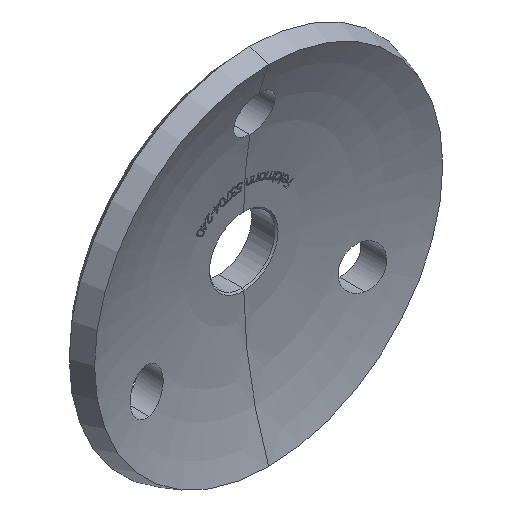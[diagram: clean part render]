
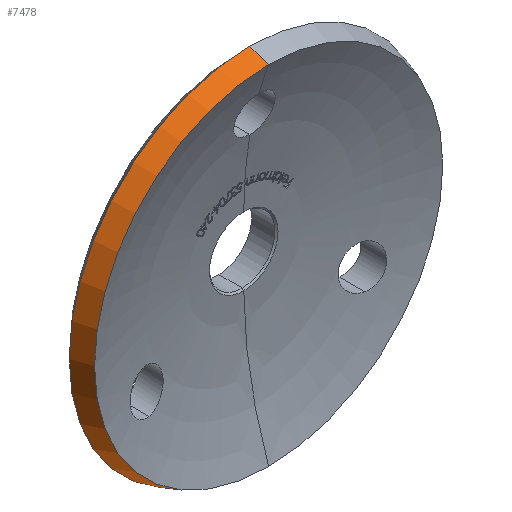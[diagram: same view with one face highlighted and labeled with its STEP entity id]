
A CAD part, isometric view. The second image highlights one B-rep face of the part: STEP entity #7478.
In plain terms, the highlighted conical face has half-angle 18.771 degrees and reference radius 27.967 mm.
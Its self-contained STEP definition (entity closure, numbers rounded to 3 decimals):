
#23 = DIRECTION ( 'NONE',  ( 0., 0., -1. ) ) ;
#193 = EDGE_CURVE ( 'NONE', #1116, #4463, #1426, .T. ) ;
#317 = CARTESIAN_POINT ( 'NONE',  ( 0., 0., 27.967 ) ) ;
#712 = EDGE_CURVE ( 'NONE', #1116, #10422, #7812, .T. ) ;
#1116 = VERTEX_POINT ( 'NONE', #3368 ) ;
#1305 = CARTESIAN_POINT ( 'NONE',  ( 0., 3.039, -29. ) ) ;
#1358 = CARTESIAN_POINT ( 'NONE',  ( 0., 0., -27.967 ) ) ;
#1404 = LINE ( 'NONE', #1358, #9406 ) ;
#1426 = CIRCLE ( 'NONE', #11557, 27.967 ) ;
#2179 = EDGE_CURVE ( 'NONE', #4463, #3793, #1404, .T. ) ;
#2242 = DIRECTION ( 'NONE',  ( 0., -1., 0. ) ) ;
#2481 = DIRECTION ( 'NONE',  ( 0., 0.947, -0.322 ) ) ;
#3368 = CARTESIAN_POINT ( 'NONE',  ( 0., 0., 27.967 ) ) ;
#3424 = CARTESIAN_POINT ( 'NONE',  ( 0., 0., 0. ) ) ;
#3539 = FACE_OUTER_BOUND ( 'NONE', #11192, .T. ) ;
#3793 = VERTEX_POINT ( 'NONE', #1305 ) ;
#3962 = DIRECTION ( 'NONE',  ( 0., 0., -1. ) ) ;
#4439 = CIRCLE ( 'NONE', #7209, 29. ) ;
#4463 = VERTEX_POINT ( 'NONE', #6888 ) ;
#5278 = ORIENTED_EDGE ( 'NONE', *, *, #2179, .F. ) ;
#5308 = CONICAL_SURFACE ( 'NONE', #8613, 27.967, 0.328 ) ;
#5618 = CARTESIAN_POINT ( 'NONE',  ( 0., 3.039, 0. ) ) ;
#6364 = DIRECTION ( 'NONE',  ( 0., 0.947, 0.322 ) ) ;
#6770 = EDGE_CURVE ( 'NONE', #10422, #3793, #4439, .T. ) ;
#6888 = CARTESIAN_POINT ( 'NONE',  ( 0., 0., -27.967 ) ) ;
#6934 = ORIENTED_EDGE ( 'NONE', *, *, #712, .T. ) ;
#7209 = AXIS2_PLACEMENT_3D ( 'NONE', #5618, #9269, #23 ) ;
#7478 = ADVANCED_FACE ( 'NONE', ( #3539 ), #5308, .T. ) ;
#7812 = LINE ( 'NONE', #317, #9991 ) ;
#8042 = ORIENTED_EDGE ( 'NONE', *, *, #193, .F. ) ;
#8591 = CARTESIAN_POINT ( 'NONE',  ( 0., 0., 0. ) ) ;
#8613 = AXIS2_PLACEMENT_3D ( 'NONE', #3424, #9037, #9077 ) ;
#9037 = DIRECTION ( 'NONE',  ( 0., 1., 0. ) ) ;
#9077 = DIRECTION ( 'NONE',  ( 0., 0., 1. ) ) ;
#9269 = DIRECTION ( 'NONE',  ( 0., -1., 0. ) ) ;
#9363 = ORIENTED_EDGE ( 'NONE', *, *, #6770, .T. ) ;
#9406 = VECTOR ( 'NONE', #2481, 1000. ) ;
#9991 = VECTOR ( 'NONE', #6364, 1000. ) ;
#10422 = VERTEX_POINT ( 'NONE', #11154 ) ;
#11154 = CARTESIAN_POINT ( 'NONE',  ( 0., 3.039, 29. ) ) ;
#11192 = EDGE_LOOP ( 'NONE', ( #5278, #8042, #6934, #9363 ) ) ;
#11557 = AXIS2_PLACEMENT_3D ( 'NONE', #8591, #2242, #3962 ) ;
